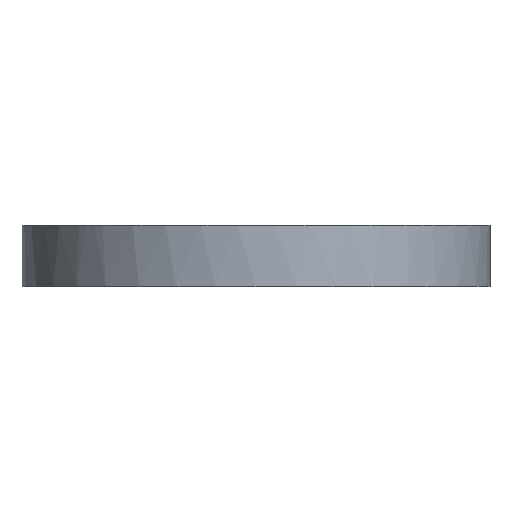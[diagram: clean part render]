
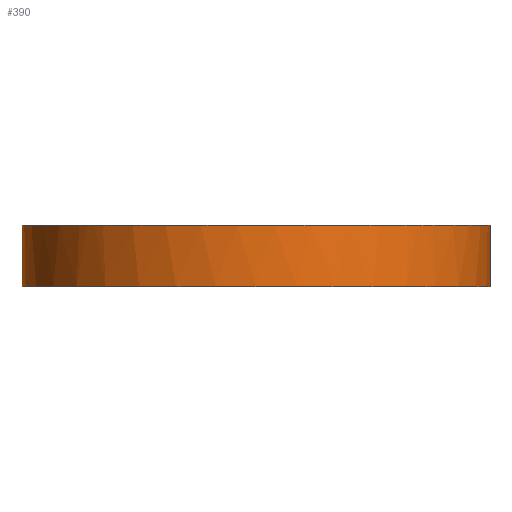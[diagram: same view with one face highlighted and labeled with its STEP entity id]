
A CAD part, front view. The second image highlights one B-rep face of the part: STEP entity #390.
In plain terms, the highlighted cylindrical face has radius 40 mm (diameter 80 mm), a partial arc.
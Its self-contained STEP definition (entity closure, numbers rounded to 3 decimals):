
#14 = CIRCLE ( 'NONE', #55, 40. ) ;
#39 = EDGE_CURVE ( 'NONE', #395, #569, #782, .T. ) ;
#40 = ORIENTED_EDGE ( 'NONE', *, *, #567, .T. ) ;
#48 = ORIENTED_EDGE ( 'NONE', *, *, #445, .F. ) ;
#55 = AXIS2_PLACEMENT_3D ( 'NONE', #287, #1040, #1138 ) ;
#61 = CARTESIAN_POINT ( 'NONE',  ( 40., 0., 0. ) ) ;
#76 = CARTESIAN_POINT ( 'NONE',  ( 0., 0., 0. ) ) ;
#77 = DIRECTION ( 'NONE',  ( -1., 0., 0. ) ) ;
#83 = ORIENTED_EDGE ( 'NONE', *, *, #39, .T. ) ;
#84 = CARTESIAN_POINT ( 'NONE',  ( -26.171, -30.25, 10.5 ) ) ;
#106 = LINE ( 'NONE', #646, #1152 ) ;
#108 = FACE_OUTER_BOUND ( 'NONE', #1185, .T. ) ;
#136 = ORIENTED_EDGE ( 'NONE', *, *, #750, .T. ) ;
#141 = AXIS2_PLACEMENT_3D ( 'NONE', #536, #815, #1180 ) ;
#178 = VERTEX_POINT ( 'NONE', #61 ) ;
#182 = LINE ( 'NONE', #1182, #508 ) ;
#231 = CIRCLE ( 'NONE', #784, 40. ) ;
#251 = EDGE_CURVE ( 'NONE', #837, #178, #182, .T. ) ;
#274 = DIRECTION ( 'NONE',  ( -1., 0., 0. ) ) ;
#278 = DIRECTION ( 'NONE',  ( 0., 0., -1. ) ) ;
#287 = CARTESIAN_POINT ( 'NONE',  ( 0., 0., 10.5 ) ) ;
#291 = DIRECTION ( 'NONE',  ( 0., 0., -1. ) ) ;
#308 = DIRECTION ( 'NONE',  ( -1., 0., 0. ) ) ;
#369 = CARTESIAN_POINT ( 'NONE',  ( -40., 0., 0. ) ) ;
#371 = CARTESIAN_POINT ( 'NONE',  ( -30.25, -26.171, 10.5 ) ) ;
#386 = DIRECTION ( 'NONE',  ( 0., 0., -1. ) ) ;
#390 = ADVANCED_FACE ( 'NONE', ( #108 ), #460, .T. ) ;
#395 = VERTEX_POINT ( 'NONE', #371 ) ;
#432 = CARTESIAN_POINT ( 'NONE',  ( -40., 0., 10.5 ) ) ;
#438 = DIRECTION ( 'NONE',  ( 0., 0., -1. ) ) ;
#445 = EDGE_CURVE ( 'NONE', #178, #1054, #231, .T. ) ;
#460 = CYLINDRICAL_SURFACE ( 'NONE', #1127, 40. ) ;
#472 = CARTESIAN_POINT ( 'NONE',  ( 40., 0., 10.5 ) ) ;
#485 = ORIENTED_EDGE ( 'NONE', *, *, #251, .F. ) ;
#507 = ORIENTED_EDGE ( 'NONE', *, *, #1115, .T. ) ;
#508 = VECTOR ( 'NONE', #632, 1000. ) ;
#536 = CARTESIAN_POINT ( 'NONE',  ( 0., 0., 10.5 ) ) ;
#564 = VERTEX_POINT ( 'NONE', #84 ) ;
#567 = EDGE_CURVE ( 'NONE', #837, #855, #1059, .T. ) ;
#569 = VERTEX_POINT ( 'NONE', #432 ) ;
#632 = DIRECTION ( 'NONE',  ( 0., 0., -1. ) ) ;
#646 = CARTESIAN_POINT ( 'NONE',  ( -40., 0., 0. ) ) ;
#680 = VERTEX_POINT ( 'NONE', #957 ) ;
#702 = DIRECTION ( 'NONE',  ( 0., 0., -1. ) ) ;
#732 = CIRCLE ( 'NONE', #771, 40. ) ;
#750 = EDGE_CURVE ( 'NONE', #564, #395, #1189, .T. ) ;
#771 = AXIS2_PLACEMENT_3D ( 'NONE', #1179, #702, #274 ) ;
#782 = CIRCLE ( 'NONE', #904, 40. ) ;
#784 = AXIS2_PLACEMENT_3D ( 'NONE', #76, #1047, #1145 ) ;
#815 = DIRECTION ( 'NONE',  ( 0., 0., -1. ) ) ;
#837 = VERTEX_POINT ( 'NONE', #472 ) ;
#848 = CARTESIAN_POINT ( 'NONE',  ( 0., 0., 0. ) ) ;
#855 = VERTEX_POINT ( 'NONE', #1021 ) ;
#863 = AXIS2_PLACEMENT_3D ( 'NONE', #899, #438, #77 ) ;
#899 = CARTESIAN_POINT ( 'NONE',  ( 0., 0., 10.5 ) ) ;
#904 = AXIS2_PLACEMENT_3D ( 'NONE', #1192, #278, #1136 ) ;
#944 = EDGE_CURVE ( 'NONE', #855, #680, #732, .T. ) ;
#957 = CARTESIAN_POINT ( 'NONE',  ( 26.171, -30.25, 10.5 ) ) ;
#963 = ORIENTED_EDGE ( 'NONE', *, *, #944, .T. ) ;
#1021 = CARTESIAN_POINT ( 'NONE',  ( 30.25, -26.171, 10.5 ) ) ;
#1032 = EDGE_CURVE ( 'NONE', #680, #564, #14, .T. ) ;
#1040 = DIRECTION ( 'NONE',  ( 0., 0., -1. ) ) ;
#1047 = DIRECTION ( 'NONE',  ( 0., 0., -1. ) ) ;
#1054 = VERTEX_POINT ( 'NONE', #369 ) ;
#1059 = CIRCLE ( 'NONE', #863, 40. ) ;
#1115 = EDGE_CURVE ( 'NONE', #569, #1054, #106, .T. ) ;
#1127 = AXIS2_PLACEMENT_3D ( 'NONE', #848, #386, #308 ) ;
#1136 = DIRECTION ( 'NONE',  ( -1., 0., 0. ) ) ;
#1138 = DIRECTION ( 'NONE',  ( -1., 0., 0. ) ) ;
#1139 = ORIENTED_EDGE ( 'NONE', *, *, #1032, .T. ) ;
#1145 = DIRECTION ( 'NONE',  ( -1., 0., 0. ) ) ;
#1152 = VECTOR ( 'NONE', #291, 1000. ) ;
#1179 = CARTESIAN_POINT ( 'NONE',  ( 0., 0., 10.5 ) ) ;
#1180 = DIRECTION ( 'NONE',  ( -1., 0., 0. ) ) ;
#1182 = CARTESIAN_POINT ( 'NONE',  ( 40., 0., 0. ) ) ;
#1185 = EDGE_LOOP ( 'NONE', ( #485, #40, #963, #1139, #136, #83, #507, #48 ) ) ;
#1189 = CIRCLE ( 'NONE', #141, 40. ) ;
#1192 = CARTESIAN_POINT ( 'NONE',  ( 0., 0., 10.5 ) ) ;
